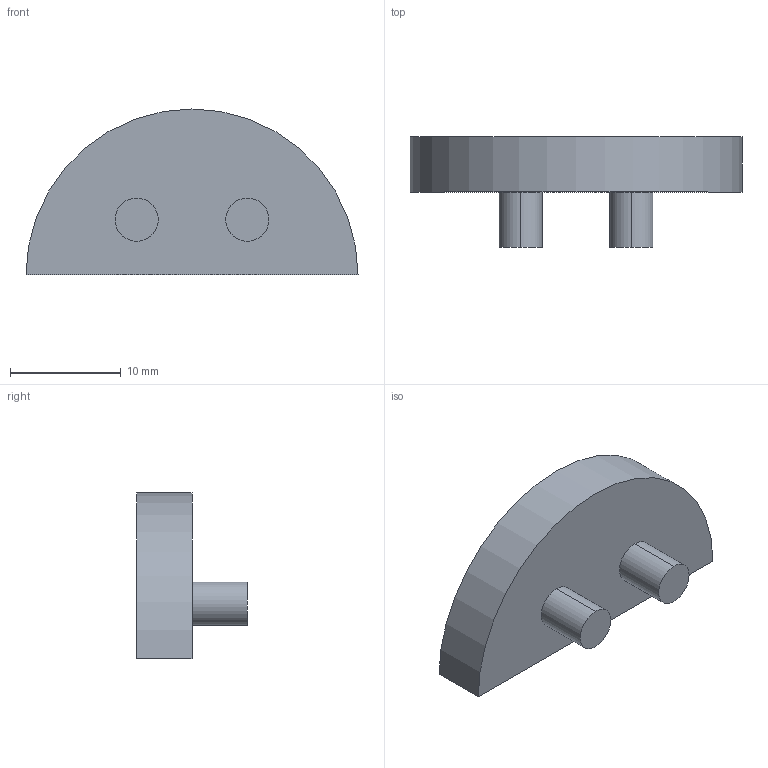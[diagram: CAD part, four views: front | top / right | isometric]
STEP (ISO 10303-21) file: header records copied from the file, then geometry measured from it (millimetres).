
FILE_DESCRIPTION (( 'STEP AP203' ), '1' );
FILE_NAME ('酴圖類撿結啣5mm.STEP', '2025-12-29T05:00:02', ( '' ), ( '' ), 'SwSTEP 2.0', 'SolidWorks 2025', '' );
FILE_SCHEMA (( 'CONFIG_CONTROL_DESIGN' ));
Length unit declared in the file: millimetre
Products named in the file (1): 黄瓜摸具挡板5mm
Bounding box: 30 x 10 x 15 mm (x, y, z)
Volume: 1836.3 mm3; surface area: 1265.3 mm2
Topology: 1 solids, 1 shells, 16 faces, 30 edges, 20 vertices
Faces by surface type: cylinder 9, plane 7
Entity records: 489 total; most frequent: DIRECTION 82, CARTESIAN_POINT 67, ORIENTED_EDGE 60, AXIS2_PLACEMENT_3D 35, EDGE_CURVE 30, VERTEX_POINT 20, EDGE_LOOP 20, CIRCLE 18
